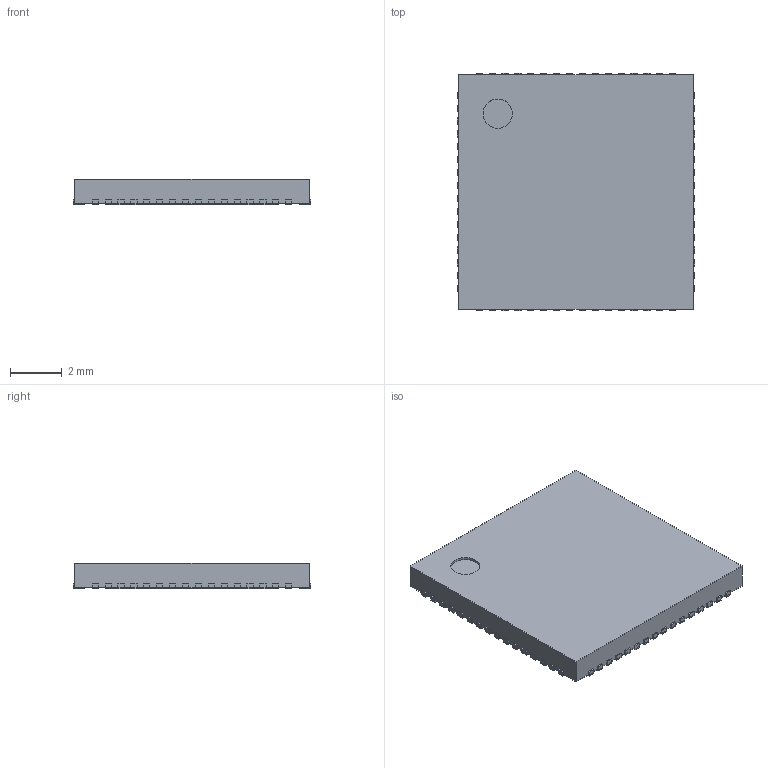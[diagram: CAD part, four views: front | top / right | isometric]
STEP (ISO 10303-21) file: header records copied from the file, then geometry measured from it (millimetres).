
FILE_DESCRIPTION(('Open CASCADE Model'),'2;1');
FILE_NAME('Open CASCADE Shape Model','2024-09-13T17:35:28',('Author'),( 'Open CASCADE'),'Open CASCADE STEP processor 6.8','Open CASCADE 6.8' ,'Unknown');
FILE_SCHEMA(('AUTOMOTIVE_DESIGN { 1 0 10303 214 1 1 1 1 }'));
Length unit declared in the file: millimetre
Products named in the file (9): PCB; Designator1; 10939329648; Open_CASCADE_STEP_translator_6.8_16.1; Body; Open_CASCADE_STEP_translator_6.8_16.2.1; Thermal_Shape; Pin_Shape; Open_CASCADE_STEP_translator_6.8_16.4.1
Assembly tree (70 placements, depth 4):
  PCB
  Designator1
    10939329648
      Open_CASCADE_STEP_translator_6.8_16.1
      Body
        Open_CASCADE_STEP_translator_6.8_16.2.1
      Thermal_Shape
      Pin_Shape  x64
        Open_CASCADE_STEP_translator_6.8_16.4.1
Bounding box: 9.2 x 9.2 x 1 mm (x, y, z)
Volume: 80.9 mm3; surface area: 303.4 mm2
Topology: 66 solids, 67 shells, 912 faces, 1823 edges, 1045 vertices
Faces by surface type: plane 911, cylinder 1
Full cylindrical faces by diameter (mm): 1.137 x1
Entity records: 1438 total; most frequent: DIRECTION 264, CARTESIAN_POINT 197, ORIENTED_EDGE 117, AXIS2_PLACEMENT_3D 104, PRODUCT_DEFINITION_SHAPE 79, CONTEXT_DEPENDENT_SHAPE_REPRESENTATION 70, ITEM_DEFINED_TRANSFORMATION 70, NEXT_ASSEMBLY_USAGE_OCCURRENCE 70
